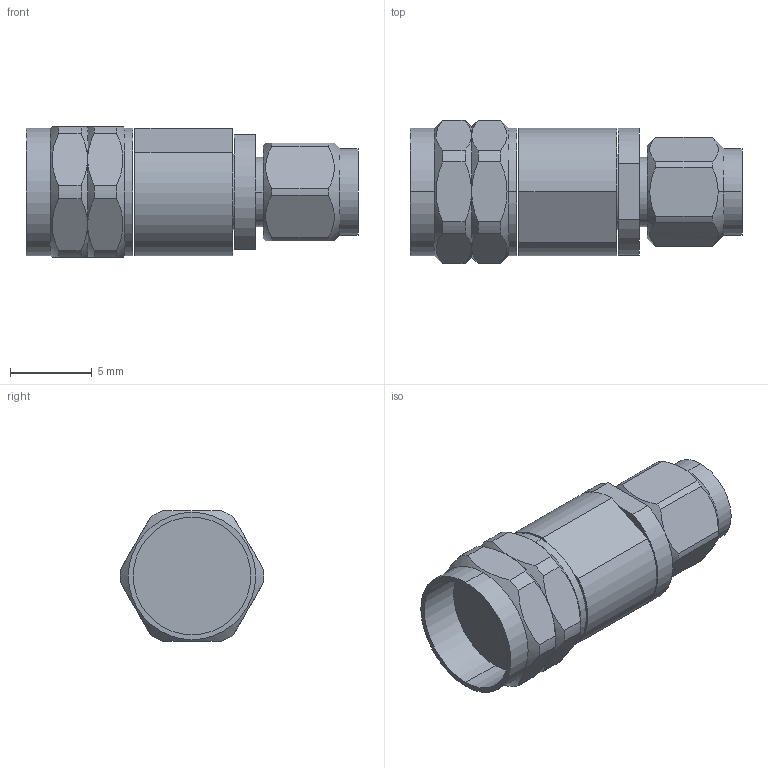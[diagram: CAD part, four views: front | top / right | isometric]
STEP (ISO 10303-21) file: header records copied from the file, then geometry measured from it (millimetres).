
FILE_DESCRIPTION (( 'STEP AP214' ), '1' );
FILE_NAME ('SCT-VM1M-UB.STEP', '2023-01-04T17:59:17', ( '' ), ( '' ), 'SwSTEP 2.0', 'SolidWorks 2021', '' );
FILE_SCHEMA (( 'AUTOMOTIVE_DESIGN' ));
Length unit declared in the file: inch
Products named in the file (1): SCT-VM1M-UB
Bounding box: 20.35 x 8.8 x 8 mm (x, y, z)
Volume: 732.5 mm3; surface area: 820.5 mm2
Topology: 2 solids, 2 shells, 95 faces, 227 edges, 142 vertices
Faces by surface type: cylinder 39, plane 32, cone 24
Entity records: 3430 total; most frequent: CARTESIAN_POINT 1209, ORIENTED_EDGE 454, DIRECTION 453, EDGE_CURVE 227, AXIS2_PLACEMENT_3D 186, VERTEX_POINT 142, EDGE_LOOP 101, ADVANCED_FACE 95
